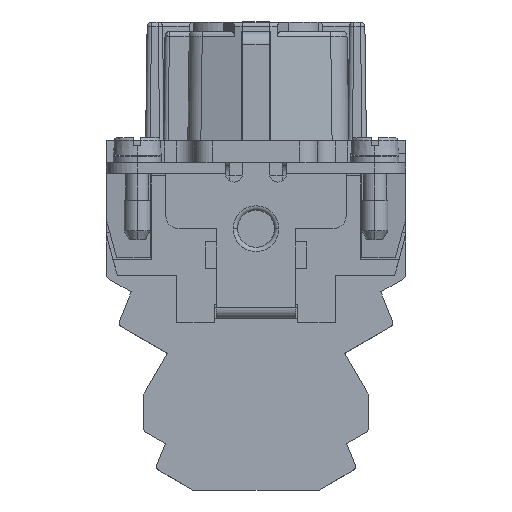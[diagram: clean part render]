
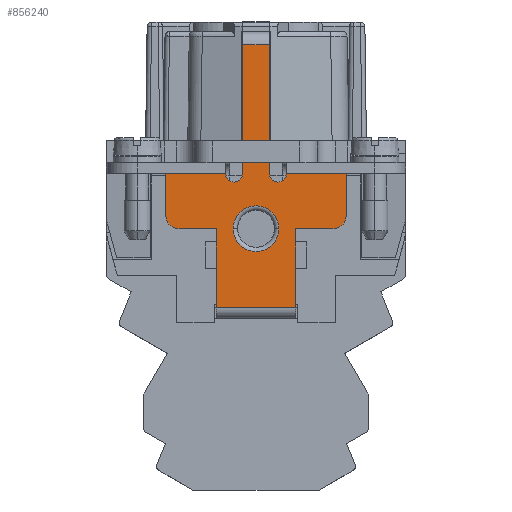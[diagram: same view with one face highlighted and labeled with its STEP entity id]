
A CAD part, left-side view. The second image highlights one B-rep face of the part: STEP entity #856240.
In plain terms, the highlighted planar face has unit normal (-1, 0, 0).
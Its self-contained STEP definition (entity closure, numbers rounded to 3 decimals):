
#652530=CARTESIAN_POINT('',(7.746,53.084,
-20.6));
#652540=DIRECTION('',(0.,0.,-1.));
#652550=VECTOR('',#652540,1.);
#652560=LINE('',#652530,#652550);
#652570=CARTESIAN_POINT('',(7.746,53.084,
3.9));
#652580=VERTEX_POINT('',#652570);
#652590=CARTESIAN_POINT('',(7.746,53.084,
2.4));
#652600=VERTEX_POINT('',#652590);
#652610=EDGE_CURVE('',#652580,#652600,#652560,.T.);
#827750=CARTESIAN_POINT('',(7.746,58.834,
0.9));
#827760=VERTEX_POINT('',#827750);
#827790=CARTESIAN_POINT('',(7.746,58.834,
-20.6));
#827800=DIRECTION('',(0.,0.,1.));
#827810=VECTOR('',#827800,1.);
#827820=LINE('',#827790,#827810);
#827830=CARTESIAN_POINT('',(7.746,58.834,
-3.9));
#827840=VERTEX_POINT('',#827830);
#827850=EDGE_CURVE('',#827840,#827760,#827820,.T.);
#828520=CARTESIAN_POINT('',(7.746,50.084,
-20.6));
#828530=DIRECTION('',(0.,0.,1.));
#828540=VECTOR('',#828530,1.);
#828550=LINE('',#828520,#828540);
#828560=CARTESIAN_POINT('',(7.746,50.084,
-18.5));
#828570=VERTEX_POINT('',#828560);
#828580=CARTESIAN_POINT('',(7.746,50.084,
-3.9));
#828590=VERTEX_POINT('',#828580);
#828600=EDGE_CURVE('',#828570,#828590,#828550,.T.);
#829460=CARTESIAN_POINT('',(7.746,92.583,
-18.5));
#829470=DIRECTION('',(0.,-1.,0.));
#829480=VECTOR('',#829470,1.);
#829490=LINE('',#829460,#829480);
#829500=CARTESIAN_POINT('',(7.746,47.084,
-18.5));
#829510=VERTEX_POINT('',#829500);
#829520=EDGE_CURVE('',#828570,#829510,#829490,.T.);
#830030=CARTESIAN_POINT('',(7.746,47.084,
-20.6));
#830040=DIRECTION('',(0.,0.,-1.));
#830050=VECTOR('',#830040,1.);
#830060=LINE('',#830030,#830050);
#830070=CARTESIAN_POINT('',(7.746,47.084,
-3.9));
#830080=VERTEX_POINT('',#830070);
#830090=EDGE_CURVE('',#830080,#829510,#830060,.T.);
#831270=CARTESIAN_POINT('',(7.746,46.084,
-3.9));
#831280=DIRECTION('',(-1.,0.,0.));
#831290=DIRECTION('',(0.,-1.,0.));
#831300=AXIS2_PLACEMENT_3D('',#831270,#831280,#831290);
#831310=CIRCLE('',#831300,1.);
#831320=CARTESIAN_POINT('',(7.746,45.084,
-3.9));
#831330=VERTEX_POINT('',#831320);
#831340=EDGE_CURVE('',#831330,#830080,#831310,.T.);
#832390=CARTESIAN_POINT('',(7.746,38.334,
-3.9));
#832400=VERTEX_POINT('',#832390);
#832430=CARTESIAN_POINT('',(7.746,38.334,
-20.6));
#832440=DIRECTION('',(0.,0.,-1.));
#832450=VECTOR('',#832440,1.);
#832460=LINE('',#832430,#832450);
#832470=CARTESIAN_POINT('',(7.746,38.334,
0.9));
#832480=VERTEX_POINT('',#832470);
#832490=EDGE_CURVE('',#832480,#832400,#832460,.T.);
#836150=CARTESIAN_POINT('',(7.746,52.084,
-3.9));
#836160=VERTEX_POINT('',#836150);
#848840=CARTESIAN_POINT('',(7.746,92.583,
-3.9));
#848850=DIRECTION('',(0.,1.,0.));
#848860=VECTOR('',#848850,1.);
#848870=LINE('',#848840,#848860);
#848880=EDGE_CURVE('',#836160,#827840,#848870,.T.);
#854670=CARTESIAN_POINT('',(7.746,57.334,
2.4));
#854680=VERTEX_POINT('',#854670);
#854710=CARTESIAN_POINT('',(7.746,57.334,
0.9));
#854720=DIRECTION('',(1.,0.,0.));
#854730=DIRECTION('',(0.,1.,0.));
#854740=AXIS2_PLACEMENT_3D('',#854710,#854720,#854730);
#854750=CIRCLE('',#854740,1.5);
#854760=EDGE_CURVE('',#827760,#854680,#854750,.T.);
#854960=CARTESIAN_POINT('',(7.746,92.583,
2.4));
#854970=DIRECTION('',(0.,-1.,0.));
#854980=VECTOR('',#854970,1.);
#854990=LINE('',#854960,#854980);
#855000=EDGE_CURVE('',#854680,#652600,#854990,.T.);
#855210=CARTESIAN_POINT('',(7.746,39.834,
2.4));
#855220=VERTEX_POINT('',#855210);
#855270=CARTESIAN_POINT('',(7.746,39.834,
0.9));
#855280=DIRECTION('',(1.,0.,0.));
#855290=DIRECTION('',(0.,1.,0.));
#855300=AXIS2_PLACEMENT_3D('',#855270,#855280,#855290);
#855310=CIRCLE('',#855300,1.5);
#855320=EDGE_CURVE('',#855220,#832480,#855310,.T.);
#855440=CARTESIAN_POINT('',(7.746,49.577,
7.687));
#855450=DIRECTION('',(-1.,0.,0.));
#855460=DIRECTION('',(0.,-1.,0.));
#855470=AXIS2_PLACEMENT_3D('',#855440,#855450,#855460);
#855480=PLANE('',#855470);
#855490=CARTESIAN_POINT('',(7.746,48.584,
2.4));
#855500=DIRECTION('',(-1.,0.,0.));
#855510=DIRECTION('',(0.,-1.,0.));
#855520=AXIS2_PLACEMENT_3D('',#855490,#855500,#855510);
#855530=CIRCLE('',#855520,2.6);
#855540=CARTESIAN_POINT('',(7.746,45.984,
2.4));
#855550=VERTEX_POINT('',#855540);
#855560=CARTESIAN_POINT('',(7.746,51.184,
2.4));
#855570=VERTEX_POINT('',#855560);
#855580=EDGE_CURVE('',#855550,#855570,#855530,.T.);
#855590=ORIENTED_EDGE('',*,*,#855580,.F.);
#855600=EDGE_CURVE('',#855570,#855550,#855530,.T.);
#855610=ORIENTED_EDGE('',*,*,#855600,.F.);
#855620=EDGE_LOOP('',(#855610,#855590));
#855630=FACE_BOUND('',#855620,.T.);
#855640=ORIENTED_EDGE('',*,*,#652610,.T.);
#855650=CARTESIAN_POINT('',(7.746,53.084,
6.9));
#855660=VERTEX_POINT('',#855650);
#855670=EDGE_CURVE('',#855660,#652580,#652560,.T.);
#855680=ORIENTED_EDGE('',*,*,#855670,.T.);
#855690=CARTESIAN_POINT('',(7.746,53.084,
11.4));
#855700=VERTEX_POINT('',#855690);
#855710=EDGE_CURVE('',#855700,#855660,#652560,.T.);
#855720=ORIENTED_EDGE('',*,*,#855710,.T.);
#855730=CARTESIAN_POINT('',(7.746,92.583,
11.4));
#855740=DIRECTION('',(0.,-1.,0.));
#855750=VECTOR('',#855740,1.);
#855760=LINE('',#855730,#855750);
#855770=CARTESIAN_POINT('',(7.746,44.084,
11.4));
#855780=VERTEX_POINT('',#855770);
#855790=EDGE_CURVE('',#855700,#855780,#855760,.T.);
#855800=ORIENTED_EDGE('',*,*,#855790,.F.);
#855810=CARTESIAN_POINT('',(7.746,44.084,
-20.6));
#855820=DIRECTION('',(0.,0.,1.));
#855830=VECTOR('',#855820,1.);
#855840=LINE('',#855810,#855830);
#855850=CARTESIAN_POINT('',(7.746,44.084,
6.9));
#855860=VERTEX_POINT('',#855850);
#855870=EDGE_CURVE('',#855860,#855780,#855840,.T.);
#855880=ORIENTED_EDGE('',*,*,#855870,.T.);
#855890=CARTESIAN_POINT('',(7.746,44.084,
3.9));
#855900=VERTEX_POINT('',#855890);
#855910=EDGE_CURVE('',#855900,#855860,#855840,.T.);
#855920=ORIENTED_EDGE('',*,*,#855910,.T.);
#855930=CARTESIAN_POINT('',(7.746,44.084,
2.4));
#855940=VERTEX_POINT('',#855930);
#855950=EDGE_CURVE('',#855940,#855900,#855840,.T.);
#855960=ORIENTED_EDGE('',*,*,#855950,.T.);
#855970=CARTESIAN_POINT('',(7.746,92.583,
2.4));
#855980=DIRECTION('',(0.,-1.,0.));
#855990=VECTOR('',#855980,1.);
#856000=LINE('',#855970,#855990);
#856010=EDGE_CURVE('',#855940,#855220,#856000,.T.);
#856020=ORIENTED_EDGE('',*,*,#856010,.F.);
#856030=ORIENTED_EDGE('',*,*,#855320,.F.);
#856040=ORIENTED_EDGE('',*,*,#832490,.F.);
#856050=EDGE_CURVE('',#832400,#831330,#848870,.T.);
#856060=ORIENTED_EDGE('',*,*,#856050,.F.);
#856070=ORIENTED_EDGE('',*,*,#831340,.F.);
#856080=ORIENTED_EDGE('',*,*,#830090,.F.);
#856090=ORIENTED_EDGE('',*,*,#829520,.T.);
#856100=ORIENTED_EDGE('',*,*,#828600,.F.);
#856110=CARTESIAN_POINT('',(7.746,51.084,
-3.9));
#856120=DIRECTION('',(-1.,0.,0.));
#856130=DIRECTION('',(0.,-1.,0.));
#856140=AXIS2_PLACEMENT_3D('',#856110,#856120,#856130);
#856150=CIRCLE('',#856140,1.);
#856160=EDGE_CURVE('',#828590,#836160,#856150,.T.);
#856170=ORIENTED_EDGE('',*,*,#856160,.F.);
#856180=ORIENTED_EDGE('',*,*,#848880,.F.);
#856190=ORIENTED_EDGE('',*,*,#827850,.F.);
#856200=ORIENTED_EDGE('',*,*,#854760,.F.);
#856210=ORIENTED_EDGE('',*,*,#855000,.F.);
#856220=EDGE_LOOP('',(#856210,#856200,#856190,#856180,#856170,#856100,
#856090,#856080,#856070,#856060,#856040,#856030,#856020,#855960,#855920,
#855880,#855800,#855720,#855680,#855640));
#856230=FACE_OUTER_BOUND('',#856220,.T.);
#856240=ADVANCED_FACE('F683',(#855630,#856230),#855480,.T.);
